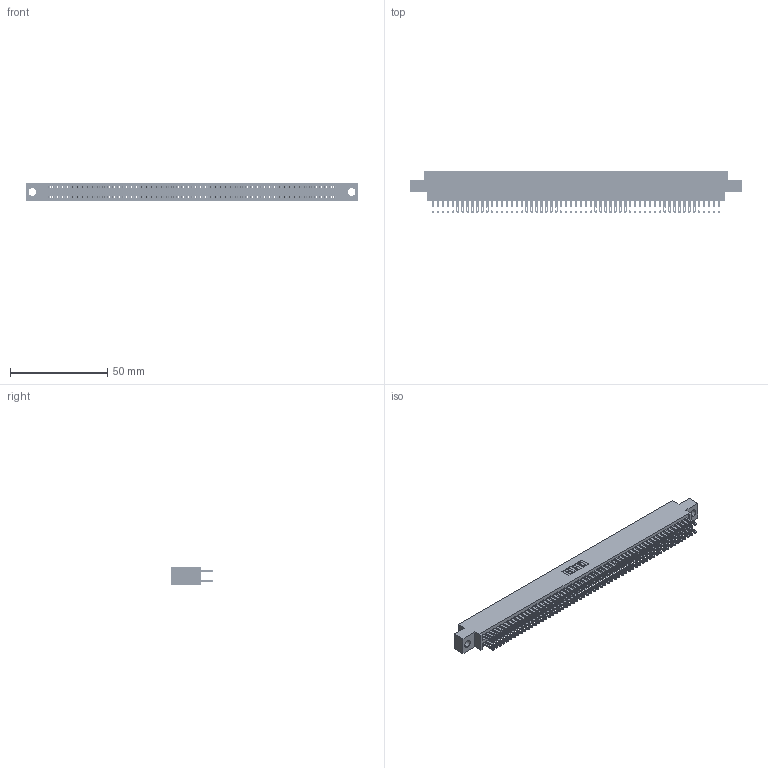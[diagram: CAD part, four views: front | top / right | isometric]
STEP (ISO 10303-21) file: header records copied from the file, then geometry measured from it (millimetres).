
FILE_DESCRIPTION (( 'STEP AP203' ), '1' );
FILE_NAME ('895-118-500-804.STEP', '2020-10-13T14:45:51', ( '' ), ( '' ), 'SwSTEP 2.0', 'SolidWorks 2020', '' );
FILE_SCHEMA (( 'CONFIG_CONTROL_DESIGN' ));
Length unit declared in the file: inch
Products named in the file (3): 345-292-001_345-293-100; 845 Part_0.170 Offset - 0.156 Dia-TH; 895-118-500-804
Assembly tree (119 placements, depth 2):
  895-118-500-804
    845 Part_0.170 Offset - 0.156 Dia-TH
    345-292-001_345-293-100  x118
Bounding box: 171.07 x 21.51 x 9.4 mm (x, y, z)
Volume: 16935 mm3; surface area: 26524.2 mm2
Topology: 119 solids, 119 shells, 5558 faces, 16991 edges, 11326 vertices
Faces by surface type: plane 3270, cylinder 2288
Entity records: 44069 total; most frequent: CARTESIAN_POINT 7372, ORIENTED_EDGE 7306, DIRECTION 6481, EDGE_CURVE 3653, VECTOR 3281, LINE 3281, VERTEX_POINT 2434, AXIS2_PLACEMENT_3D 1600
